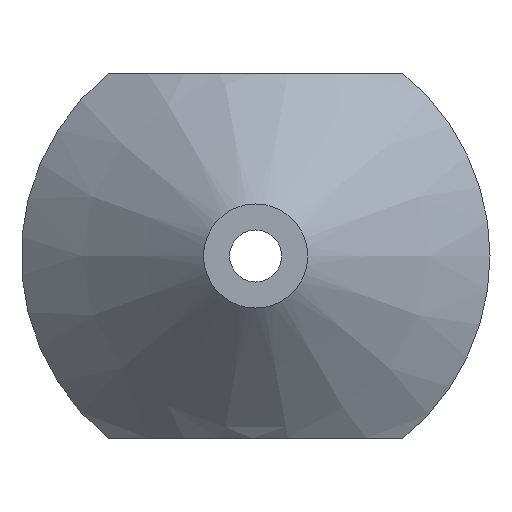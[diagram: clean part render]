
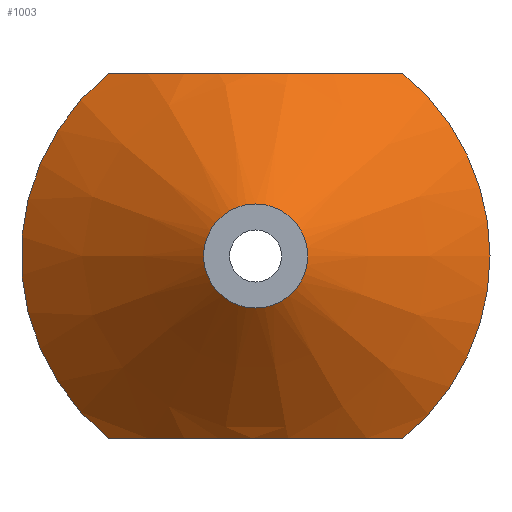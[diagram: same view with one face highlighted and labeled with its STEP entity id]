
A CAD part, front view. The second image highlights one B-rep face of the part: STEP entity #1003.
In plain terms, the highlighted conical face has half-angle 49.399 degrees and reference radius 4.5 mm.
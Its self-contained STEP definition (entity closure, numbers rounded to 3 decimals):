
#506 = CYLINDRICAL_SURFACE('',#507,4.5);
#507 = AXIS2_PLACEMENT_3D('',#508,#509,#510);
#508 = CARTESIAN_POINT('',(0.,6.,0.));
#509 = DIRECTION('',(-0.,-1.,-0.));
#510 = DIRECTION('',(1.,0.,0.));
#535 = CYLINDRICAL_SURFACE('',#536,4.5);
#536 = AXIS2_PLACEMENT_3D('',#537,#538,#539);
#537 = CARTESIAN_POINT('',(0.,6.,0.));
#538 = DIRECTION('',(-0.,-1.,-0.));
#539 = DIRECTION('',(1.,0.,0.));
#563 = PLANE('',#564);
#564 = AXIS2_PLACEMENT_3D('',#565,#566,#567);
#565 = CARTESIAN_POINT('',(-7.679,6.,-3.5));
#566 = DIRECTION('',(-0.,0.,1.));
#567 = DIRECTION('',(1.,0.,0.));
#592 = CYLINDRICAL_SURFACE('',#593,4.5);
#593 = AXIS2_PLACEMENT_3D('',#594,#595,#596);
#594 = CARTESIAN_POINT('',(0.,6.,0.));
#595 = DIRECTION('',(-0.,-1.,-0.));
#596 = DIRECTION('',(1.,0.,0.));
#618 = PLANE('',#619);
#619 = AXIS2_PLACEMENT_3D('',#620,#621,#622);
#620 = CARTESIAN_POINT('',(-7.517,6.,3.5));
#621 = DIRECTION('',(-0.,0.,1.));
#622 = DIRECTION('',(1.,0.,0.));
#692 = VERTEX_POINT('',#693);
#693 = CARTESIAN_POINT('',(4.5,3.,0.));
#716 = VERTEX_POINT('',#717);
#717 = CARTESIAN_POINT('',(2.828,3.,3.5));
#736 = EDGE_CURVE('',#692,#716,#737,.T.);
#737 = SURFACE_CURVE('',#738,(#743,#750),.PCURVE_S1.);
#738 = CIRCLE('',#739,4.5);
#739 = AXIS2_PLACEMENT_3D('',#740,#741,#742);
#740 = CARTESIAN_POINT('',(0.,3.,0.));
#741 = DIRECTION('',(0.,-1.,0.));
#742 = DIRECTION('',(1.,0.,0.));
#743 = PCURVE('',#506,#744);
#744 = DEFINITIONAL_REPRESENTATION('',(#745),#749);
#745 = LINE('',#746,#747);
#746 = CARTESIAN_POINT('',(0.,3.));
#747 = VECTOR('',#748,1.);
#748 = DIRECTION('',(1.,0.));
#749 = ( GEOMETRIC_REPRESENTATION_CONTEXT(2) 
PARAMETRIC_REPRESENTATION_CONTEXT() REPRESENTATION_CONTEXT('2D SPACE',''
  ) );
#750 = PCURVE('',#751,#756);
#751 = CONICAL_SURFACE('',#752,4.5,0.862);
#752 = AXIS2_PLACEMENT_3D('',#753,#754,#755);
#753 = CARTESIAN_POINT('',(0.,3.,0.));
#754 = DIRECTION('',(0.,1.,0.));
#755 = DIRECTION('',(1.,0.,0.));
#756 = DEFINITIONAL_REPRESENTATION('',(#757),#761);
#757 = LINE('',#758,#759);
#758 = CARTESIAN_POINT('',(-0.,-0.));
#759 = VECTOR('',#760,1.);
#760 = DIRECTION('',(-1.,-0.));
#761 = ( GEOMETRIC_REPRESENTATION_CONTEXT(2) 
PARAMETRIC_REPRESENTATION_CONTEXT() REPRESENTATION_CONTEXT('2D SPACE',''
  ) );
#768 = VERTEX_POINT('',#769);
#769 = CARTESIAN_POINT('',(-2.828,3.,3.5));
#788 = EDGE_CURVE('',#716,#768,#789,.T.);
#789 = SURFACE_CURVE('',#790,(#795,#802),.PCURVE_S1.);
#790 = HYPERBOLA('',#791,3.,3.5);
#791 = AXIS2_PLACEMENT_3D('',#792,#793,#794);
#792 = CARTESIAN_POINT('',(0.,-0.857,3.5));
#793 = DIRECTION('',(0.,0.,1.));
#794 = DIRECTION('',(0.,1.,0.));
#795 = PCURVE('',#618,#796);
#796 = DEFINITIONAL_REPRESENTATION('',(#797),#801);
#797 = ( BOUNDED_CURVE() B_SPLINE_CURVE(2,(#798,#799,#800),
.UNSPECIFIED.,.F.,.F.) B_SPLINE_CURVE_WITH_KNOTS((3,3),(-0.739,
0.739),.PIECEWISE_BEZIER_KNOTS.) CURVE() 
GEOMETRIC_REPRESENTATION_ITEM() RATIONAL_B_SPLINE_CURVE((1.,
1.286,1.)) REPRESENTATION_ITEM('') );
#798 = CARTESIAN_POINT('',(10.346,-3.));
#799 = CARTESIAN_POINT('',(7.517,-4.524));
#800 = CARTESIAN_POINT('',(4.689,-3.));
#801 = ( GEOMETRIC_REPRESENTATION_CONTEXT(2) 
PARAMETRIC_REPRESENTATION_CONTEXT() REPRESENTATION_CONTEXT('2D SPACE',''
  ) );
#802 = PCURVE('',#751,#803);
#803 = DEFINITIONAL_REPRESENTATION('',(#804),#815);
#804 = B_SPLINE_CURVE_WITH_KNOTS('',9,(#805,#806,#807,#808,#809,#810,
    #811,#812,#813,#814),.UNSPECIFIED.,.F.,.F.,(10,10),(-0.739,
    0.739),.PIECEWISE_BEZIER_KNOTS.);
#805 = CARTESIAN_POINT('',(-0.891,0.));
#806 = CARTESIAN_POINT('',(-1.019,-0.398));
#807 = CARTESIAN_POINT('',(-1.161,-0.679));
#808 = CARTESIAN_POINT('',(-1.318,-0.859));
#809 = CARTESIAN_POINT('',(-1.485,-0.946));
#810 = CARTESIAN_POINT('',(-1.657,-0.946));
#811 = CARTESIAN_POINT('',(-1.824,-0.859));
#812 = CARTESIAN_POINT('',(-1.98,-0.679));
#813 = CARTESIAN_POINT('',(-2.123,-0.398));
#814 = CARTESIAN_POINT('',(-2.25,0.));
#815 = ( GEOMETRIC_REPRESENTATION_CONTEXT(2) 
PARAMETRIC_REPRESENTATION_CONTEXT() REPRESENTATION_CONTEXT('2D SPACE',''
  ) );
#824 = VERTEX_POINT('',#825);
#825 = CARTESIAN_POINT('',(-2.828,3.,-3.5));
#844 = EDGE_CURVE('',#768,#824,#845,.T.);
#845 = SURFACE_CURVE('',#846,(#851,#858),.PCURVE_S1.);
#846 = CIRCLE('',#847,4.5);
#847 = AXIS2_PLACEMENT_3D('',#848,#849,#850);
#848 = CARTESIAN_POINT('',(0.,3.,0.));
#849 = DIRECTION('',(0.,-1.,0.));
#850 = DIRECTION('',(1.,0.,0.));
#851 = PCURVE('',#592,#852);
#852 = DEFINITIONAL_REPRESENTATION('',(#853),#857);
#853 = LINE('',#854,#855);
#854 = CARTESIAN_POINT('',(0.,3.));
#855 = VECTOR('',#856,1.);
#856 = DIRECTION('',(1.,0.));
#857 = ( GEOMETRIC_REPRESENTATION_CONTEXT(2) 
PARAMETRIC_REPRESENTATION_CONTEXT() REPRESENTATION_CONTEXT('2D SPACE',''
  ) );
#858 = PCURVE('',#751,#859);
#859 = DEFINITIONAL_REPRESENTATION('',(#860),#864);
#860 = LINE('',#861,#862);
#861 = CARTESIAN_POINT('',(-0.,-0.));
#862 = VECTOR('',#863,1.);
#863 = DIRECTION('',(-1.,-0.));
#864 = ( GEOMETRIC_REPRESENTATION_CONTEXT(2) 
PARAMETRIC_REPRESENTATION_CONTEXT() REPRESENTATION_CONTEXT('2D SPACE',''
  ) );
#871 = EDGE_CURVE('',#872,#824,#874,.T.);
#872 = VERTEX_POINT('',#873);
#873 = CARTESIAN_POINT('',(2.828,3.,-3.5));
#874 = SURFACE_CURVE('',#875,(#880,#887),.PCURVE_S1.);
#875 = HYPERBOLA('',#876,3.,3.5);
#876 = AXIS2_PLACEMENT_3D('',#877,#878,#879);
#877 = CARTESIAN_POINT('',(0.,-0.857,-3.5));
#878 = DIRECTION('',(0.,0.,1.));
#879 = DIRECTION('',(0.,1.,0.));
#880 = PCURVE('',#563,#881);
#881 = DEFINITIONAL_REPRESENTATION('',(#882),#886);
#882 = ( BOUNDED_CURVE() B_SPLINE_CURVE(2,(#883,#884,#885),
.UNSPECIFIED.,.F.,.F.) B_SPLINE_CURVE_WITH_KNOTS((3,3),(-0.739,
0.739),.PIECEWISE_BEZIER_KNOTS.) CURVE() 
GEOMETRIC_REPRESENTATION_ITEM() RATIONAL_B_SPLINE_CURVE((1.,
1.286,1.)) REPRESENTATION_ITEM('') );
#883 = CARTESIAN_POINT('',(10.508,-3.));
#884 = CARTESIAN_POINT('',(7.679,-4.524));
#885 = CARTESIAN_POINT('',(4.851,-3.));
#886 = ( GEOMETRIC_REPRESENTATION_CONTEXT(2) 
PARAMETRIC_REPRESENTATION_CONTEXT() REPRESENTATION_CONTEXT('2D SPACE',''
  ) );
#887 = PCURVE('',#751,#888);
#888 = DEFINITIONAL_REPRESENTATION('',(#889),#900);
#889 = B_SPLINE_CURVE_WITH_KNOTS('',9,(#890,#891,#892,#893,#894,#895,
    #896,#897,#898,#899),.UNSPECIFIED.,.F.,.F.,(10,10),(-0.739,
    0.739),.PIECEWISE_BEZIER_KNOTS.);
#890 = CARTESIAN_POINT('',(-5.392,0.));
#891 = CARTESIAN_POINT('',(-5.264,-0.398));
#892 = CARTESIAN_POINT('',(-5.122,-0.679));
#893 = CARTESIAN_POINT('',(-4.965,-0.859));
#894 = CARTESIAN_POINT('',(-4.798,-0.946));
#895 = CARTESIAN_POINT('',(-4.626,-0.946));
#896 = CARTESIAN_POINT('',(-4.459,-0.859));
#897 = CARTESIAN_POINT('',(-4.303,-0.679));
#898 = CARTESIAN_POINT('',(-4.16,-0.398));
#899 = CARTESIAN_POINT('',(-4.033,0.));
#900 = ( GEOMETRIC_REPRESENTATION_CONTEXT(2) 
PARAMETRIC_REPRESENTATION_CONTEXT() REPRESENTATION_CONTEXT('2D SPACE',''
  ) );
#926 = EDGE_CURVE('',#872,#692,#927,.T.);
#927 = SURFACE_CURVE('',#928,(#933,#940),.PCURVE_S1.);
#928 = CIRCLE('',#929,4.5);
#929 = AXIS2_PLACEMENT_3D('',#930,#931,#932);
#930 = CARTESIAN_POINT('',(0.,3.,0.));
#931 = DIRECTION('',(0.,-1.,0.));
#932 = DIRECTION('',(1.,0.,0.));
#933 = PCURVE('',#535,#934);
#934 = DEFINITIONAL_REPRESENTATION('',(#935),#939);
#935 = LINE('',#936,#937);
#936 = CARTESIAN_POINT('',(0.,3.));
#937 = VECTOR('',#938,1.);
#938 = DIRECTION('',(1.,0.));
#939 = ( GEOMETRIC_REPRESENTATION_CONTEXT(2) 
PARAMETRIC_REPRESENTATION_CONTEXT() REPRESENTATION_CONTEXT('2D SPACE',''
  ) );
#940 = PCURVE('',#751,#941);
#941 = DEFINITIONAL_REPRESENTATION('',(#942),#946);
#942 = LINE('',#943,#944);
#943 = CARTESIAN_POINT('',(-0.,-0.));
#944 = VECTOR('',#945,1.);
#945 = DIRECTION('',(-1.,-0.));
#946 = ( GEOMETRIC_REPRESENTATION_CONTEXT(2) 
PARAMETRIC_REPRESENTATION_CONTEXT() REPRESENTATION_CONTEXT('2D SPACE',''
  ) );
#1003 = ADVANCED_FACE('',(#1004),#751,.T.);
#1004 = FACE_BOUND('',#1005,.T.);
#1005 = EDGE_LOOP('',(#1006,#1029,#1030,#1031,#1032,#1033,#1034,#1035));
#1006 = ORIENTED_EDGE('',*,*,#1007,.F.);
#1007 = EDGE_CURVE('',#692,#1008,#1010,.T.);
#1008 = VERTEX_POINT('',#1009);
#1009 = CARTESIAN_POINT('',(1.,0.,0.));
#1010 = SEAM_CURVE('',#1011,(#1015,#1022),.PCURVE_S1.);
#1011 = LINE('',#1012,#1013);
#1012 = CARTESIAN_POINT('',(4.5,3.,0.));
#1013 = VECTOR('',#1014,1.);
#1014 = DIRECTION('',(-0.759,-0.651,0.));
#1015 = PCURVE('',#751,#1016);
#1016 = DEFINITIONAL_REPRESENTATION('',(#1017),#1021);
#1017 = LINE('',#1018,#1019);
#1018 = CARTESIAN_POINT('',(-0.,-0.));
#1019 = VECTOR('',#1020,1.);
#1020 = DIRECTION('',(-0.,-1.));
#1021 = ( GEOMETRIC_REPRESENTATION_CONTEXT(2) 
PARAMETRIC_REPRESENTATION_CONTEXT() REPRESENTATION_CONTEXT('2D SPACE',''
  ) );
#1022 = PCURVE('',#751,#1023);
#1023 = DEFINITIONAL_REPRESENTATION('',(#1024),#1028);
#1024 = LINE('',#1025,#1026);
#1025 = CARTESIAN_POINT('',(-6.283,-0.));
#1026 = VECTOR('',#1027,1.);
#1027 = DIRECTION('',(-0.,-1.));
#1028 = ( GEOMETRIC_REPRESENTATION_CONTEXT(2) 
PARAMETRIC_REPRESENTATION_CONTEXT() REPRESENTATION_CONTEXT('2D SPACE',''
  ) );
#1029 = ORIENTED_EDGE('',*,*,#736,.T.);
#1030 = ORIENTED_EDGE('',*,*,#788,.T.);
#1031 = ORIENTED_EDGE('',*,*,#844,.T.);
#1032 = ORIENTED_EDGE('',*,*,#871,.F.);
#1033 = ORIENTED_EDGE('',*,*,#926,.T.);
#1034 = ORIENTED_EDGE('',*,*,#1007,.T.);
#1035 = ORIENTED_EDGE('',*,*,#1036,.F.);
#1036 = EDGE_CURVE('',#1008,#1008,#1037,.T.);
#1037 = SURFACE_CURVE('',#1038,(#1043,#1050),.PCURVE_S1.);
#1038 = CIRCLE('',#1039,1.);
#1039 = AXIS2_PLACEMENT_3D('',#1040,#1041,#1042);
#1040 = CARTESIAN_POINT('',(0.,0.,0.));
#1041 = DIRECTION('',(0.,-1.,0.));
#1042 = DIRECTION('',(1.,0.,0.));
#1043 = PCURVE('',#751,#1044);
#1044 = DEFINITIONAL_REPRESENTATION('',(#1045),#1049);
#1045 = LINE('',#1046,#1047);
#1046 = CARTESIAN_POINT('',(-0.,-3.));
#1047 = VECTOR('',#1048,1.);
#1048 = DIRECTION('',(-1.,-0.));
#1049 = ( GEOMETRIC_REPRESENTATION_CONTEXT(2) 
PARAMETRIC_REPRESENTATION_CONTEXT() REPRESENTATION_CONTEXT('2D SPACE',''
  ) );
#1050 = PCURVE('',#1051,#1056);
#1051 = PLANE('',#1052);
#1052 = AXIS2_PLACEMENT_3D('',#1053,#1054,#1055);
#1053 = CARTESIAN_POINT('',(0.,0.,0.));
#1054 = DIRECTION('',(-0.,-1.,-0.));
#1055 = DIRECTION('',(1.,0.,0.));
#1056 = DEFINITIONAL_REPRESENTATION('',(#1057),#1061);
#1057 = CIRCLE('',#1058,1.);
#1058 = AXIS2_PLACEMENT_2D('',#1059,#1060);
#1059 = CARTESIAN_POINT('',(0.,0.));
#1060 = DIRECTION('',(1.,0.));
#1061 = ( GEOMETRIC_REPRESENTATION_CONTEXT(2) 
PARAMETRIC_REPRESENTATION_CONTEXT() REPRESENTATION_CONTEXT('2D SPACE',''
  ) );
